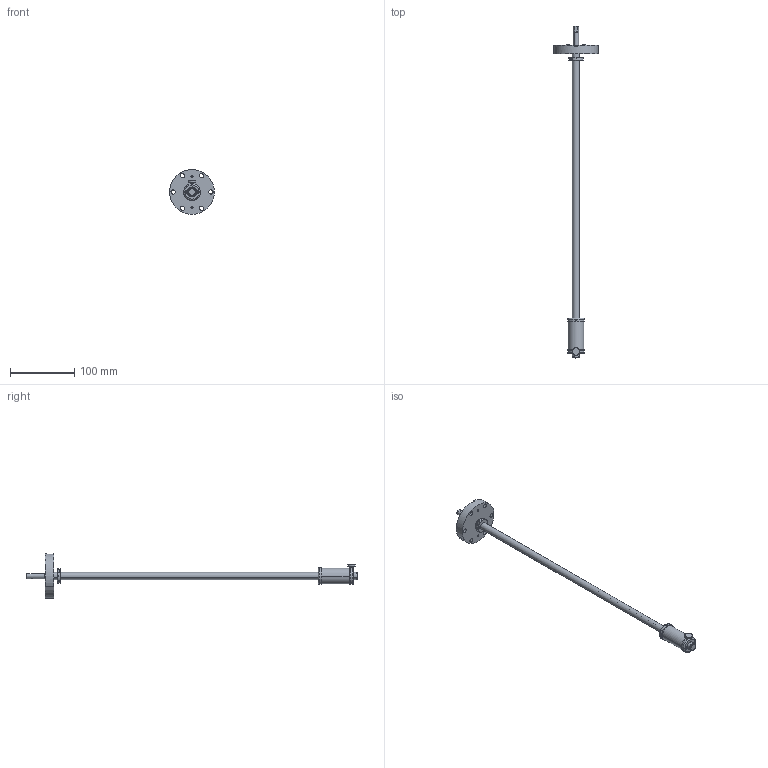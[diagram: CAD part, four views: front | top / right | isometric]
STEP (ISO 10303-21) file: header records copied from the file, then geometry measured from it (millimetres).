
FILE_DESCRIPTION(('CATIA V5 STEP Exchange'),'2;1');
FILE_NAME('MD40-0400-0030.stp','2014-11-26T13:42:51+00:00',('none'),('none'),'CATIA Version 5 Release 20 SP 7 (IN-10)','CATIA V5 STEP AP214','none');
FILE_SCHEMA(('AUTOMOTIVE_DESIGN { 1 0 10303 214 1 1 1 1 }'));
Length unit declared in the file: millimetre
Products named in the file (14): MD40; MKS; 148; 421; 422; 60299; 22102008; TUMD40; 189; 40007-XXXX; 40008; 139; 40042-XXXX; 40103006
Assembly tree (19 placements, depth 3):
  MD40
    MKS
      148
      421  x2
      422  x2
      60299
      22102008  x4
    TUMD40
      189
      40007-XXXX
      40008
    139
    40042-XXXX
    40103006  x2
Bounding box: 69.49 x 515.6 x 69.48 mm (x, y, z)
Volume: 91496.3 mm3; surface area: 68698 mm2
Topology: 17 solids, 17 shells, 507 faces, 1190 edges, 724 vertices
Faces by surface type: plane 203, cylinder 188, cone 100, torus 16
Entity records: 8963 total; most frequent: CARTESIAN_POINT 1802, ORIENTED_EDGE 1502, DIRECTION 1179, EDGE_CURVE 751, AXIS2_PLACEMENT_3D 545, VERTEX_POINT 480, VECTOR 398, LINE 398
